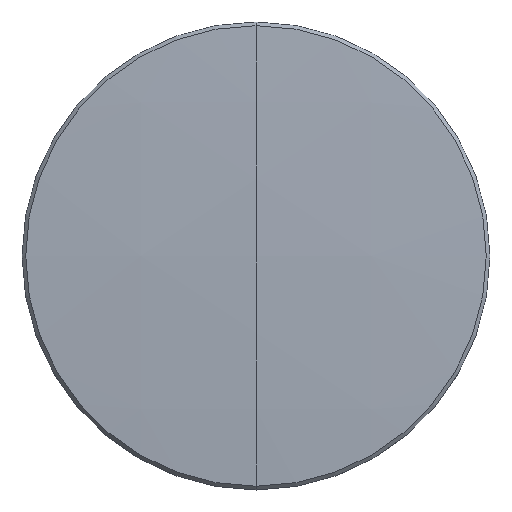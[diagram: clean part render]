
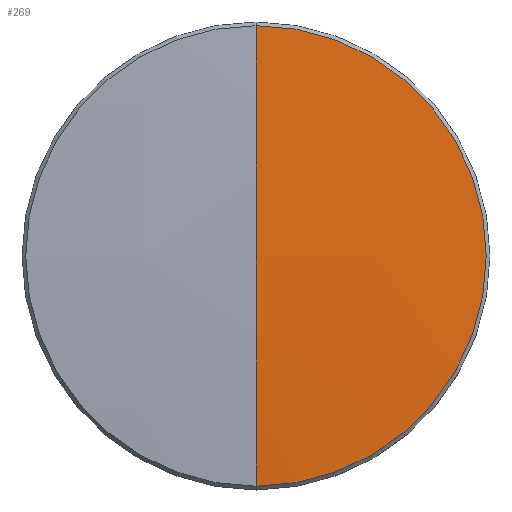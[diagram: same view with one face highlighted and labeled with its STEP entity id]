
A CAD part, top view. The second image highlights one B-rep face of the part: STEP entity #269.
In plain terms, the highlighted spherical face has radius 209 mm.
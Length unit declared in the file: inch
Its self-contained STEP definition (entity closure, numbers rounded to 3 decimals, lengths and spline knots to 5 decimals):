
#51 = CARTESIAN_POINT ( 'NONE',  ( 0., 0., -8.14961 ) ) ;
#52 = DIRECTION ( 'NONE',  ( -1., 0., 0. ) ) ;
#53 = DIRECTION ( 'NONE',  ( 0., 0., 1. ) ) ;
#54 = CARTESIAN_POINT ( 'NONE',  ( 0., 0., -8.14961 ) ) ;
#55 = DIRECTION ( 'NONE',  ( 1., 0., 0. ) ) ;
#56 = DIRECTION ( 'NONE',  ( 0., 1., 0. ) ) ;
#61 = CARTESIAN_POINT ( 'NONE',  ( 0., 0., 0.06401 ) ) ;
#62 = DIRECTION ( 'NONE',  ( 0., 0., -1. ) ) ;
#63 = DIRECTION ( 'NONE',  ( 0., 1., 0. ) ) ;
#96 = CIRCLE ( 'NONE', #233, 8.22835 ) ;
#129 = ORIENTED_EDGE ( 'NONE', *, *, #294, .F. ) ;
#133 = VERTEX_POINT ( 'NONE', #277 ) ;
#137 = VERTEX_POINT ( 'NONE', #278 ) ;
#140 = ORIENTED_EDGE ( 'NONE', *, *, #298, .F. ) ;
#142 = FACE_OUTER_BOUND ( 'NONE', #160, .T. ) ;
#152 = VERTEX_POINT ( 'NONE', #223 ) ;
#156 = ORIENTED_EDGE ( 'NONE', *, *, #296, .T. ) ;
#160 = EDGE_LOOP ( 'NONE', ( #129, #156, #140 ) ) ;
#163 = SPHERICAL_SURFACE ( 'NONE', #284, 8.22835 ) ;
#173 = DIRECTION ( 'NONE',  ( 1., 0., 0. ) ) ;
#176 = CARTESIAN_POINT ( 'NONE',  ( 0., 0., -8.14961 ) ) ;
#179 = DIRECTION ( 'NONE',  ( 0., 1., 0. ) ) ;
#205 = CIRCLE ( 'NONE', #232, 8.22835 ) ;
#207 = CIRCLE ( 'NONE', #228, 0.49213 ) ;
#223 = CARTESIAN_POINT ( 'NONE',  ( 0., 0., 0.07874 ) ) ;
#228 = AXIS2_PLACEMENT_3D ( 'NONE', #61, #62, #63 ) ;
#232 = AXIS2_PLACEMENT_3D ( 'NONE', #54, #55, #56 ) ;
#233 = AXIS2_PLACEMENT_3D ( 'NONE', #51, #52, #53 ) ;
#269 = ADVANCED_FACE ( 'NONE', ( #142 ), #163, .T. ) ;
#277 = CARTESIAN_POINT ( 'NONE',  ( 0., -0.49213, 0.06401 ) ) ;
#278 = CARTESIAN_POINT ( 'NONE',  ( 0., 0.49213, 0.06401 ) ) ;
#284 = AXIS2_PLACEMENT_3D ( 'NONE', #176, #173, #179 ) ;
#294 = EDGE_CURVE ( 'NONE', #152, #137, #96, .T. ) ;
#296 = EDGE_CURVE ( 'NONE', #152, #133, #205, .T. ) ;
#298 = EDGE_CURVE ( 'NONE', #137, #133, #207, .T. ) ;
